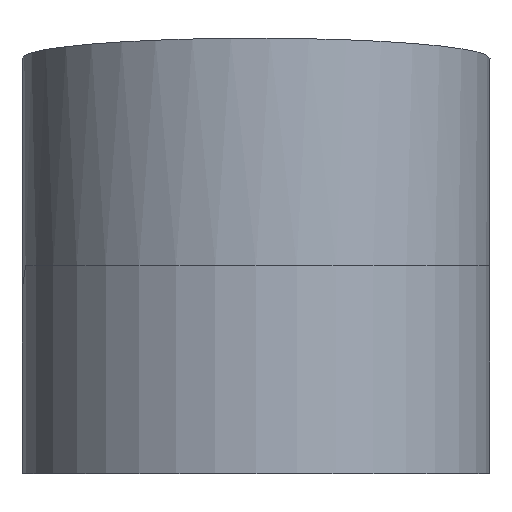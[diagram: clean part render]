
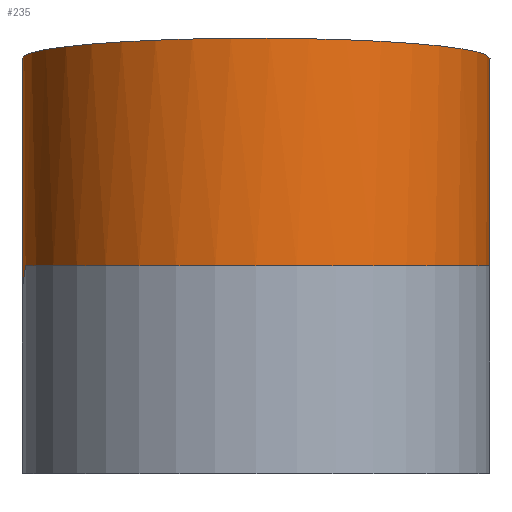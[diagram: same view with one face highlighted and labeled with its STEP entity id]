
A CAD part, left-side view. The second image highlights one B-rep face of the part: STEP entity #235.
In plain terms, the highlighted cylindrical face has radius 4.5 mm (diameter 9 mm), a partial arc.
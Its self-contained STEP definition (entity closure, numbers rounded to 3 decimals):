
#37=FACE_OUTER_BOUND('',#56,.T.);
#56=EDGE_LOOP('',(#205,#206,#207,#208,#209));
#60=ELLIPSE('',#256,4.517,4.5);
#69=LINE('',#381,#84);
#71=LINE('',#388,#86);
#84=VECTOR('',#306,1000.);
#86=VECTOR('',#314,1000.);
#103=CIRCLE('',#275,4.5);
#104=CIRCLE('',#276,4.5);
#107=VERTEX_POINT('',#364);
#109=VERTEX_POINT('',#367);
#114=VERTEX_POINT('',#379);
#116=VERTEX_POINT('',#387);
#124=VERTEX_POINT('',#411);
#129=EDGE_CURVE('',#109,#107,#60,.T.);
#136=EDGE_CURVE('',#114,#107,#69,.T.);
#139=EDGE_CURVE('',#116,#109,#71,.T.);
#151=EDGE_CURVE('',#124,#116,#103,.T.);
#153=EDGE_CURVE('',#114,#124,#104,.F.);
#205=ORIENTED_EDGE('',*,*,#129,.T.);
#206=ORIENTED_EDGE('',*,*,#136,.F.);
#207=ORIENTED_EDGE('',*,*,#153,.T.);
#208=ORIENTED_EDGE('',*,*,#151,.T.);
#209=ORIENTED_EDGE('',*,*,#139,.T.);
#222=CYLINDRICAL_SURFACE('',#278,4.5);
#235=ADVANCED_FACE('',(#37),#222,.T.);
#256=AXIS2_PLACEMENT_3D('',#368,#293,#294);
#275=AXIS2_PLACEMENT_3D('',#412,#341,#342);
#276=AXIS2_PLACEMENT_3D('',#414,#344,#345);
#278=AXIS2_PLACEMENT_3D('',#416,#348,#349);
#293=DIRECTION('center_axis',(-0.086,0.,-0.996));
#294=DIRECTION('ref_axis',(-0.996,0.,0.086));
#306=DIRECTION('',(0.,0.,1.));
#314=DIRECTION('',(0.,0.,1.));
#341=DIRECTION('center_axis',(0.,0.,1.));
#342=DIRECTION('ref_axis',(1.,0.,0.));
#344=DIRECTION('center_axis',(0.,0.,
-1.));
#345=DIRECTION('ref_axis',(0.,1.,0.));
#348=DIRECTION('center_axis',(0.,0.,1.));
#349=DIRECTION('ref_axis',(0.,1.,0.));
#364=CARTESIAN_POINT('',(-13.623,74.701,8.537));
#367=CARTESIAN_POINT('',(-13.623,65.701,8.537));
#368=CARTESIAN_POINT('Origin',(-13.623,70.201,8.537));
#379=CARTESIAN_POINT('',(-13.623,74.701,4.05));
#381=CARTESIAN_POINT('',(-13.623,74.701,4.55));
#387=CARTESIAN_POINT('',(-13.623,65.701,4.55));
#388=CARTESIAN_POINT('',(-13.623,65.701,4.55));
#411=CARTESIAN_POINT('',(-18.123,70.201,4.55));
#412=CARTESIAN_POINT('Origin',(-13.623,70.201,4.55));
#414=CARTESIAN_POINT('Origin',(-13.623,70.201,4.55));
#416=CARTESIAN_POINT('Origin',(-13.623,70.201,4.55));
